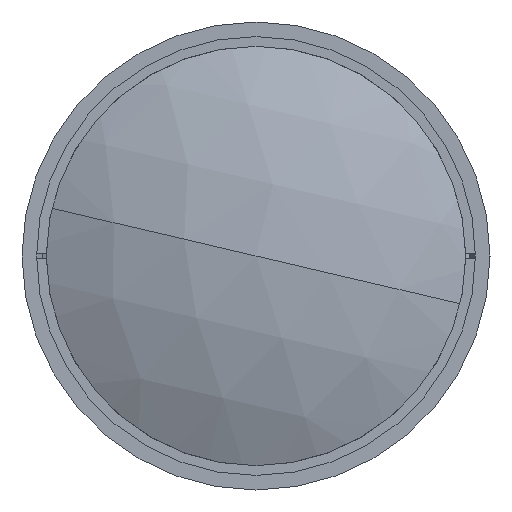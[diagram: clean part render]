
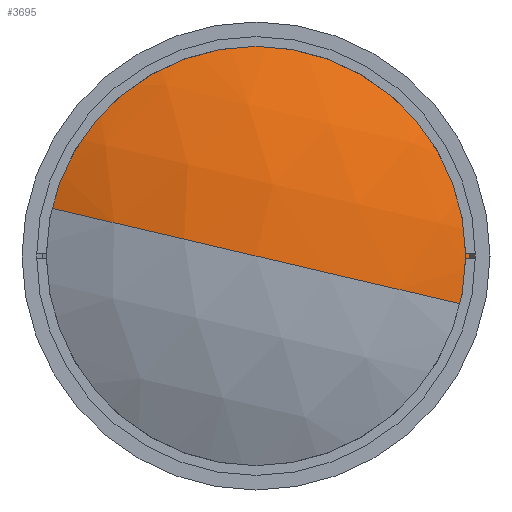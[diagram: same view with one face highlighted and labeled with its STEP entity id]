
A CAD part, left-side view. The second image highlights one B-rep face of the part: STEP entity #3695.
In plain terms, the highlighted spherical face has radius 100 mm.
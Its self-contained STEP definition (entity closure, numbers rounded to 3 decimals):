
#328 = CARTESIAN_POINT ( 'NONE',  ( 13., -42.845, -10.017 ) ) ;
#336 = AXIS2_PLACEMENT_3D ( 'NONE', #2560, #7317, #3249 ) ;
#547 = DIRECTION ( 'NONE',  ( 0., -0.228, 0.974 ) ) ;
#1033 = VERTEX_POINT ( 'NONE', #328 ) ;
#1175 = VERTEX_POINT ( 'NONE', #5454 ) ;
#1434 = DIRECTION ( 'NONE',  ( 0., -0.228, 0.974 ) ) ;
#1760 = DIRECTION ( 'NONE',  ( 0., -0.228, 0.974 ) ) ;
#1800 = AXIS2_PLACEMENT_3D ( 'NONE', #8163, #1434, #6216 ) ;
#2268 = ORIENTED_EDGE ( 'NONE', *, *, #4572, .F. ) ;
#2525 = AXIS2_PLACEMENT_3D ( 'NONE', #5847, #1760, #6528 ) ;
#2560 = CARTESIAN_POINT ( 'NONE',  ( 102.8, 0., 0. ) ) ;
#2682 = FACE_OUTER_BOUND ( 'NONE', #5977, .T. ) ;
#2739 = AXIS2_PLACEMENT_3D ( 'NONE', #8717, #4638, #547 ) ;
#2826 = CIRCLE ( 'NONE', #2739, 44. ) ;
#3249 = DIRECTION ( 'NONE',  ( 0., 0.974, 0.228 ) ) ;
#3695 = ADVANCED_FACE ( 'NONE', ( #2682 ), #6926, .T. ) ;
#3836 = CIRCLE ( 'NONE', #336, 100. ) ;
#4572 = EDGE_CURVE ( 'NONE', #1033, #5582, #3836, .T. ) ;
#4638 = DIRECTION ( 'NONE',  ( -1., 0., 0. ) ) ;
#5289 = EDGE_CURVE ( 'NONE', #1175, #5582, #6584, .T. ) ;
#5454 = CARTESIAN_POINT ( 'NONE',  ( 13., 42.845, 10.017 ) ) ;
#5582 = VERTEX_POINT ( 'NONE', #8808 ) ;
#5847 = CARTESIAN_POINT ( 'NONE',  ( 102.8, 0., 0. ) ) ;
#5977 = EDGE_LOOP ( 'NONE', ( #8354, #6054, #2268 ) ) ;
#6054 = ORIENTED_EDGE ( 'NONE', *, *, #5289, .T. ) ;
#6216 = DIRECTION ( 'NONE',  ( 0., -0.974, -0.228 ) ) ;
#6528 = DIRECTION ( 'NONE',  ( 0., -0.974, -0.228 ) ) ;
#6584 = CIRCLE ( 'NONE', #2525, 100. ) ;
#6926 = SPHERICAL_SURFACE ( 'NONE', #1800, 100. ) ;
#7317 = DIRECTION ( 'NONE',  ( 0., 0.228, -0.974 ) ) ;
#7529 = EDGE_CURVE ( 'NONE', #1033, #1175, #2826, .T. ) ;
#8163 = CARTESIAN_POINT ( 'NONE',  ( 102.8, 0., 0. ) ) ;
#8354 = ORIENTED_EDGE ( 'NONE', *, *, #7529, .T. ) ;
#8717 = CARTESIAN_POINT ( 'NONE',  ( 13., 0., 0. ) ) ;
#8808 = CARTESIAN_POINT ( 'NONE',  ( 2.8, 0., 0. ) ) ;
